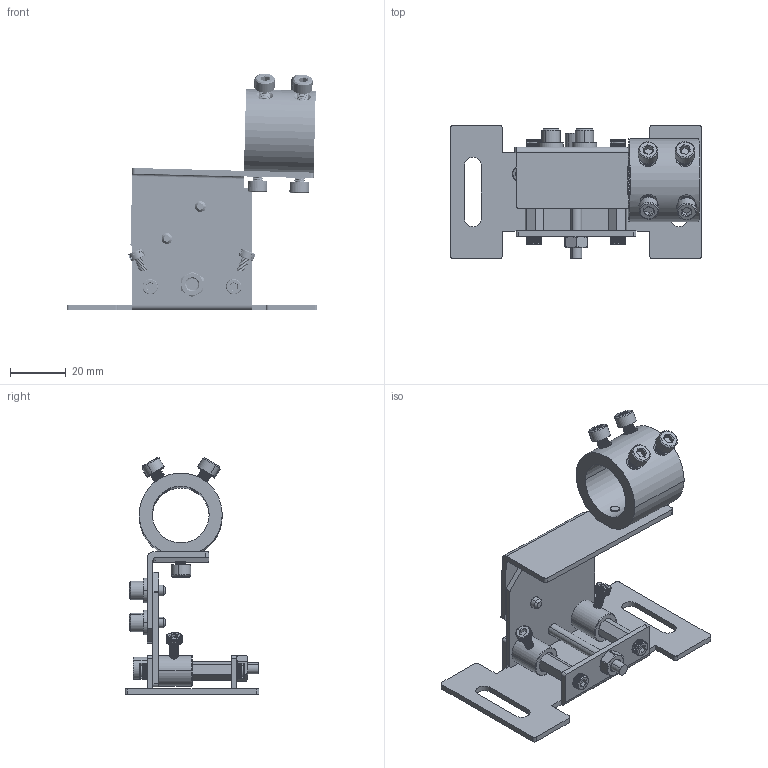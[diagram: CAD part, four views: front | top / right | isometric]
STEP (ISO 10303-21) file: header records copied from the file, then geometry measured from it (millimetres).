
FILE_DESCRIPTION (( 'STEP AP214' ), '1' );
FILE_NAME ('laserfäste.komplett.STEP', '2024-06-24T08:39:51', ( '' ), ( '' ), 'SwSTEP 2.0', 'SolidWorks 2022', '' );
FILE_SCHEMA (( 'AUTOMOTIVE_DESIGN' ));
Length unit declared in the file: millimetre
Products named in the file (13): laserfäste.komplett; Part1^laserfäste.komplett; Laser del3; m5x25x; M4x6; m5bricka; Laser del1; Laser del4; m3spacer; Laser del2; M5x8; M5 Nut_Predeterminado; M3x8
Assembly tree (24 placements, depth 2):
  laserfäste.komplett
    Laser del4
    Laser del3
    Laser del2
    Laser del1
    m3spacer  x2
    M3x8  x6
    M5 Nut_Predeterminado
    m5bricka  x2
    M5x8  x2
    M4x6  x6
    m5x25x
  Part1^laserfäste.komplett
Bounding box: 90 x 48 x 84.96 mm (x, y, z)
Volume: 31125.4 mm3; surface area: 31441.2 mm2
Topology: 24 solids, 24 shells, 4157 faces, 10284 edges, 6797 vertices
Faces by surface type: plane 3324, cylinder 693, cone 66, bspline 38, torus 36
Full cylindrical faces by diameter (mm): 4.234 x2, 5.12 x2
Entity records: 35549 total; most frequent: CARTESIAN_POINT 12998, ORIENTED_EDGE 4614, DIRECTION 4344, EDGE_CURVE 2307, VECTOR 1522, LINE 1522, VERTEX_POINT 1518, AXIS2_PLACEMENT_3D 1411
